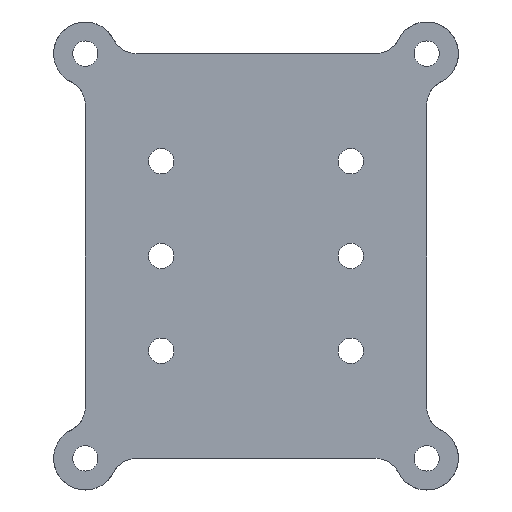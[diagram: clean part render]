
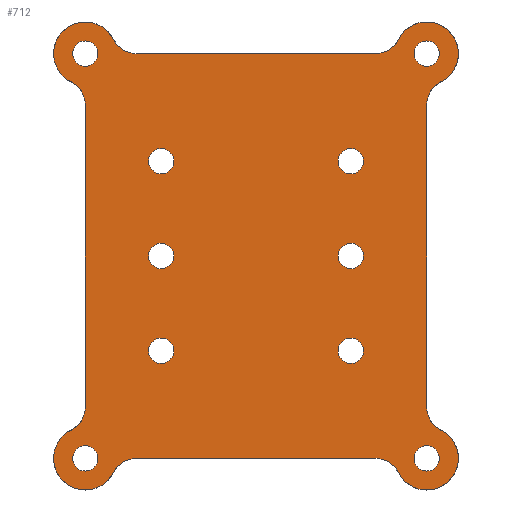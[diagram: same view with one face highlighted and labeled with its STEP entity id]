
A CAD part, front view. The second image highlights one B-rep face of the part: STEP entity #712.
In plain terms, the highlighted planar face has unit normal (0, -1, 0).
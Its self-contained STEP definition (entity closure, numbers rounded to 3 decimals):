
#25=FACE_BOUND('',#225,.T.);
#26=FACE_BOUND('',#226,.T.);
#27=FACE_BOUND('',#227,.T.);
#28=FACE_BOUND('',#228,.T.);
#29=FACE_BOUND('',#229,.T.);
#30=FACE_BOUND('',#230,.T.);
#31=FACE_BOUND('',#231,.T.);
#32=FACE_BOUND('',#232,.T.);
#33=FACE_BOUND('',#233,.T.);
#34=FACE_BOUND('',#234,.T.);
#44=PLANE('',#818);
#60=LINE('',#1236,#98);
#64=LINE('',#1247,#102);
#68=LINE('',#1256,#106);
#72=LINE('',#1269,#110);
#98=VECTOR('',#914,10.);
#102=VECTOR('',#928,10.);
#106=VECTOR('',#938,10.);
#110=VECTOR('',#956,10.);
#178=FACE_OUTER_BOUND('',#224,.T.);
#224=EDGE_LOOP('',(#645,#646,#647,#648,#649,#650,#651,#652,#653,#654,#655,
#656,#657,#658,#659,#660,#661,#662));
#225=EDGE_LOOP('',(#663));
#226=EDGE_LOOP('',(#664));
#227=EDGE_LOOP('',(#665));
#228=EDGE_LOOP('',(#666));
#229=EDGE_LOOP('',(#667));
#230=EDGE_LOOP('',(#668));
#231=EDGE_LOOP('',(#669));
#232=EDGE_LOOP('',(#670));
#233=EDGE_LOOP('',(#671));
#234=EDGE_LOOP('',(#672));
#248=CIRCLE('',#734,2.5);
#249=CIRCLE('',#735,2.5);
#255=CIRCLE('',#743,2.5);
#256=CIRCLE('',#744,2.5);
#263=CIRCLE('',#753,2.5);
#270=CIRCLE('',#762,2.5);
#271=CIRCLE('',#764,2.);
#272=CIRCLE('',#767,2.);
#273=CIRCLE('',#769,2.);
#274=CIRCLE('',#772,2.);
#275=CIRCLE('',#775,2.);
#276=CIRCLE('',#777,2.);
#277=CIRCLE('',#779,2.);
#278=CIRCLE('',#782,2.);
#280=CIRCLE('',#785,1.);
#282=CIRCLE('',#789,1.);
#284=CIRCLE('',#793,1.);
#286=CIRCLE('',#797,1.);
#288=CIRCLE('',#801,1.);
#290=CIRCLE('',#804,1.);
#292=CIRCLE('',#807,1.);
#294=CIRCLE('',#810,1.);
#296=CIRCLE('',#813,1.);
#298=CIRCLE('',#816,1.);
#306=VERTEX_POINT('',#1082);
#307=VERTEX_POINT('',#1084);
#308=VERTEX_POINT('',#1087);
#316=VERTEX_POINT('',#1128);
#317=VERTEX_POINT('',#1130);
#318=VERTEX_POINT('',#1133);
#327=VERTEX_POINT('',#1177);
#328=VERTEX_POINT('',#1179);
#337=VERTEX_POINT('',#1223);
#338=VERTEX_POINT('',#1225);
#339=VERTEX_POINT('',#1229);
#340=VERTEX_POINT('',#1234);
#341=VERTEX_POINT('',#1240);
#342=VERTEX_POINT('',#1245);
#343=VERTEX_POINT('',#1249);
#344=VERTEX_POINT('',#1254);
#345=VERTEX_POINT('',#1262);
#346=VERTEX_POINT('',#1267);
#348=VERTEX_POINT('',#1275);
#350=VERTEX_POINT('',#1282);
#352=VERTEX_POINT('',#1289);
#354=VERTEX_POINT('',#1296);
#356=VERTEX_POINT('',#1303);
#358=VERTEX_POINT('',#1309);
#360=VERTEX_POINT('',#1315);
#362=VERTEX_POINT('',#1321);
#364=VERTEX_POINT('',#1327);
#366=VERTEX_POINT('',#1333);
#375=EDGE_CURVE('',#306,#307,#248,.T.);
#378=EDGE_CURVE('',#308,#306,#249,.T.);
#387=EDGE_CURVE('',#316,#317,#255,.T.);
#390=EDGE_CURVE('',#318,#316,#256,.T.);
#401=EDGE_CURVE('',#327,#328,#263,.T.);
#413=EDGE_CURVE('',#337,#338,#270,.T.);
#416=EDGE_CURVE('',#339,#308,#271,.T.);
#419=EDGE_CURVE('',#339,#340,#60,.T.);
#420=EDGE_CURVE('',#317,#340,#272,.T.);
#422=EDGE_CURVE('',#341,#318,#273,.T.);
#425=EDGE_CURVE('',#341,#342,#64,.T.);
#427=EDGE_CURVE('',#343,#337,#274,.T.);
#430=EDGE_CURVE('',#343,#344,#68,.T.);
#431=EDGE_CURVE('',#338,#342,#275,.T.);
#432=EDGE_CURVE('',#328,#344,#276,.T.);
#434=EDGE_CURVE('',#345,#327,#277,.T.);
#437=EDGE_CURVE('',#345,#346,#72,.T.);
#438=EDGE_CURVE('',#307,#346,#278,.T.);
#441=EDGE_CURVE('',#348,#348,#280,.T.);
#444=EDGE_CURVE('',#350,#350,#282,.T.);
#447=EDGE_CURVE('',#352,#352,#284,.T.);
#450=EDGE_CURVE('',#354,#354,#286,.T.);
#453=EDGE_CURVE('',#356,#356,#288,.T.);
#456=EDGE_CURVE('',#358,#358,#290,.T.);
#459=EDGE_CURVE('',#360,#360,#292,.T.);
#462=EDGE_CURVE('',#362,#362,#294,.T.);
#465=EDGE_CURVE('',#364,#364,#296,.T.);
#468=EDGE_CURVE('',#366,#366,#298,.T.);
#645=ORIENTED_EDGE('',*,*,#419,.T.);
#646=ORIENTED_EDGE('',*,*,#420,.F.);
#647=ORIENTED_EDGE('',*,*,#387,.F.);
#648=ORIENTED_EDGE('',*,*,#390,.F.);
#649=ORIENTED_EDGE('',*,*,#422,.F.);
#650=ORIENTED_EDGE('',*,*,#425,.T.);
#651=ORIENTED_EDGE('',*,*,#431,.F.);
#652=ORIENTED_EDGE('',*,*,#413,.F.);
#653=ORIENTED_EDGE('',*,*,#427,.F.);
#654=ORIENTED_EDGE('',*,*,#430,.T.);
#655=ORIENTED_EDGE('',*,*,#432,.F.);
#656=ORIENTED_EDGE('',*,*,#401,.F.);
#657=ORIENTED_EDGE('',*,*,#434,.F.);
#658=ORIENTED_EDGE('',*,*,#437,.T.);
#659=ORIENTED_EDGE('',*,*,#438,.F.);
#660=ORIENTED_EDGE('',*,*,#375,.F.);
#661=ORIENTED_EDGE('',*,*,#378,.F.);
#662=ORIENTED_EDGE('',*,*,#416,.F.);
#663=ORIENTED_EDGE('',*,*,#441,.F.);
#664=ORIENTED_EDGE('',*,*,#444,.F.);
#665=ORIENTED_EDGE('',*,*,#447,.F.);
#666=ORIENTED_EDGE('',*,*,#450,.F.);
#667=ORIENTED_EDGE('',*,*,#468,.F.);
#668=ORIENTED_EDGE('',*,*,#465,.F.);
#669=ORIENTED_EDGE('',*,*,#462,.F.);
#670=ORIENTED_EDGE('',*,*,#459,.F.);
#671=ORIENTED_EDGE('',*,*,#456,.F.);
#672=ORIENTED_EDGE('',*,*,#453,.F.);
#712=ADVANCED_FACE('',(#178,#25,#26,#27,#28,#29,#30,#31,#32,#33,#34),#44,
 .F.);
#734=AXIS2_PLACEMENT_3D('',#1085,#836,#837);
#735=AXIS2_PLACEMENT_3D('',#1089,#840,#841);
#743=AXIS2_PLACEMENT_3D('',#1131,#857,#858);
#744=AXIS2_PLACEMENT_3D('',#1135,#861,#862);
#753=AXIS2_PLACEMENT_3D('',#1180,#881,#882);
#762=AXIS2_PLACEMENT_3D('',#1226,#902,#903);
#764=AXIS2_PLACEMENT_3D('',#1231,#908,#909);
#767=AXIS2_PLACEMENT_3D('',#1238,#917,#918);
#769=AXIS2_PLACEMENT_3D('',#1242,#922,#923);
#772=AXIS2_PLACEMENT_3D('',#1251,#932,#933);
#775=AXIS2_PLACEMENT_3D('',#1258,#941,#942);
#777=AXIS2_PLACEMENT_3D('',#1260,#945,#946);
#779=AXIS2_PLACEMENT_3D('',#1264,#950,#951);
#782=AXIS2_PLACEMENT_3D('',#1271,#959,#960);
#785=AXIS2_PLACEMENT_3D('',#1277,#966,#967);
#789=AXIS2_PLACEMENT_3D('',#1284,#975,#976);
#793=AXIS2_PLACEMENT_3D('',#1291,#984,#985);
#797=AXIS2_PLACEMENT_3D('',#1298,#993,#994);
#801=AXIS2_PLACEMENT_3D('',#1305,#1002,#1003);
#804=AXIS2_PLACEMENT_3D('',#1311,#1009,#1010);
#807=AXIS2_PLACEMENT_3D('',#1317,#1016,#1017);
#810=AXIS2_PLACEMENT_3D('',#1323,#1023,#1024);
#813=AXIS2_PLACEMENT_3D('',#1329,#1030,#1031);
#816=AXIS2_PLACEMENT_3D('',#1335,#1037,#1038);
#818=AXIS2_PLACEMENT_3D('',#1337,#1041,#1042);
#836=DIRECTION('center_axis',(0.,1.,0.));
#837=DIRECTION('ref_axis',(1.,0.,0.));
#840=DIRECTION('center_axis',(0.,1.,0.));
#841=DIRECTION('ref_axis',(1.,0.,0.));
#857=DIRECTION('center_axis',(0.,1.,0.));
#858=DIRECTION('ref_axis',(1.,0.,0.));
#861=DIRECTION('center_axis',(0.,1.,0.));
#862=DIRECTION('ref_axis',(1.,0.,0.));
#881=DIRECTION('center_axis',(0.,1.,0.));
#882=DIRECTION('ref_axis',(1.,0.,0.));
#902=DIRECTION('center_axis',(0.,1.,0.));
#903=DIRECTION('ref_axis',(1.,0.,0.));
#908=DIRECTION('center_axis',(0.,-1.,0.));
#909=DIRECTION('ref_axis',(0.85,0.,0.527));
#914=DIRECTION('',(0.,0.,-1.));
#917=DIRECTION('center_axis',(0.,-1.,0.));
#918=DIRECTION('ref_axis',(0.85,0.,-0.527));
#922=DIRECTION('center_axis',(0.,-1.,0.));
#923=DIRECTION('ref_axis',(-0.527,0.,0.85));
#928=DIRECTION('',(1.,0.,0.));
#932=DIRECTION('center_axis',(0.,-1.,0.));
#933=DIRECTION('ref_axis',(-0.85,0.,-0.527));
#938=DIRECTION('',(0.,0.,1.));
#941=DIRECTION('center_axis',(0.,-1.,0.));
#942=DIRECTION('ref_axis',(0.527,0.,0.85));
#945=DIRECTION('center_axis',(0.,-1.,0.));
#946=DIRECTION('ref_axis',(-0.85,0.,0.527));
#950=DIRECTION('center_axis',(0.,-1.,0.));
#951=DIRECTION('ref_axis',(0.527,0.,-0.85));
#956=DIRECTION('',(-1.,0.,0.));
#959=DIRECTION('center_axis',(0.,-1.,0.));
#960=DIRECTION('ref_axis',(-0.527,0.,-0.85));
#966=DIRECTION('center_axis',(0.,-1.,0.));
#967=DIRECTION('ref_axis',(1.,0.,0.));
#975=DIRECTION('center_axis',(0.,-1.,0.));
#976=DIRECTION('ref_axis',(1.,0.,0.));
#984=DIRECTION('center_axis',(0.,-1.,0.));
#985=DIRECTION('ref_axis',(1.,0.,0.));
#993=DIRECTION('center_axis',(0.,-1.,0.));
#994=DIRECTION('ref_axis',(1.,0.,0.));
#1002=DIRECTION('center_axis',(0.,-1.,0.));
#1003=DIRECTION('ref_axis',(1.,0.,0.));
#1009=DIRECTION('center_axis',(0.,-1.,0.));
#1010=DIRECTION('ref_axis',(1.,0.,0.));
#1016=DIRECTION('center_axis',(0.,-1.,0.));
#1017=DIRECTION('ref_axis',(1.,0.,0.));
#1023=DIRECTION('center_axis',(0.,-1.,0.));
#1024=DIRECTION('ref_axis',(1.,0.,0.));
#1030=DIRECTION('center_axis',(0.,-1.,0.));
#1031=DIRECTION('ref_axis',(1.,0.,0.));
#1037=DIRECTION('center_axis',(0.,-1.,0.));
#1038=DIRECTION('ref_axis',(1.,0.,0.));
#1041=DIRECTION('center_axis',(0.,1.,0.));
#1042=DIRECTION('ref_axis',(1.,0.,0.));
#1082=CARTESIAN_POINT('',(-2.5,0.,0.));
#1084=CARTESIAN_POINT('',(2.24,0.,1.111));
#1085=CARTESIAN_POINT('Origin',(0.,0.,0.));
#1087=CARTESIAN_POINT('',(-1.111,0.,-2.24));
#1089=CARTESIAN_POINT('Origin',(0.,0.,0.));
#1128=CARTESIAN_POINT('',(-2.5,0.,-32.));
#1130=CARTESIAN_POINT('',(-1.111,0.,-29.76));
#1131=CARTESIAN_POINT('Origin',(0.,0.,-32.));
#1133=CARTESIAN_POINT('',(2.24,0.,-33.111));
#1135=CARTESIAN_POINT('Origin',(0.,0.,-32.));
#1177=CARTESIAN_POINT('',(24.76,0.,1.111));
#1179=CARTESIAN_POINT('',(28.111,0.,-2.24));
#1180=CARTESIAN_POINT('Origin',(27.,0.,0.));
#1223=CARTESIAN_POINT('',(28.111,0.,-29.76));
#1225=CARTESIAN_POINT('',(24.76,0.,-33.111));
#1226=CARTESIAN_POINT('Origin',(27.,0.,-32.));
#1229=CARTESIAN_POINT('',(0.,0.,-4.031));
#1231=CARTESIAN_POINT('Origin',(-2.,0.,-4.031));
#1234=CARTESIAN_POINT('',(0.,0.,-27.969));
#1236=CARTESIAN_POINT('',(0.,0.,-2.5));
#1238=CARTESIAN_POINT('Origin',(-2.,0.,-27.969));
#1240=CARTESIAN_POINT('',(4.031,0.,-32.));
#1242=CARTESIAN_POINT('Origin',(4.031,0.,-34.));
#1245=CARTESIAN_POINT('',(22.969,0.,-32.));
#1247=CARTESIAN_POINT('',(2.5,0.,-32.));
#1249=CARTESIAN_POINT('',(27.,0.,-27.969));
#1251=CARTESIAN_POINT('Origin',(29.,0.,-27.969));
#1254=CARTESIAN_POINT('',(27.,0.,-4.031));
#1256=CARTESIAN_POINT('',(27.,0.,-29.5));
#1258=CARTESIAN_POINT('Origin',(22.969,0.,-34.));
#1260=CARTESIAN_POINT('Origin',(29.,0.,-4.031));
#1262=CARTESIAN_POINT('',(22.969,0.,0.));
#1264=CARTESIAN_POINT('Origin',(22.969,0.,2.));
#1267=CARTESIAN_POINT('',(4.031,0.,0.));
#1269=CARTESIAN_POINT('',(24.5,0.,0.));
#1271=CARTESIAN_POINT('Origin',(4.031,0.,2.));
#1275=CARTESIAN_POINT('',(-1.,0.,-32.));
#1277=CARTESIAN_POINT('Origin',(0.,0.,-32.));
#1282=CARTESIAN_POINT('',(-1.,0.,0.));
#1284=CARTESIAN_POINT('Origin',(0.,0.,0.));
#1289=CARTESIAN_POINT('',(26.,0.,-32.));
#1291=CARTESIAN_POINT('Origin',(27.,0.,-32.));
#1296=CARTESIAN_POINT('',(26.,0.,0.));
#1298=CARTESIAN_POINT('Origin',(27.,0.,0.));
#1303=CARTESIAN_POINT('',(20.,0.,-16.));
#1305=CARTESIAN_POINT('Origin',(21.,0.,-16.));
#1309=CARTESIAN_POINT('',(20.,0.,-8.5));
#1311=CARTESIAN_POINT('Origin',(21.,0.,-8.5));
#1315=CARTESIAN_POINT('',(5.,0.,-16.));
#1317=CARTESIAN_POINT('Origin',(6.,0.,-16.));
#1321=CARTESIAN_POINT('',(20.,0.,-23.5));
#1323=CARTESIAN_POINT('Origin',(21.,0.,-23.5));
#1327=CARTESIAN_POINT('',(5.,0.,-23.5));
#1329=CARTESIAN_POINT('Origin',(6.,0.,-23.5));
#1333=CARTESIAN_POINT('',(5.,0.,-8.5));
#1335=CARTESIAN_POINT('Origin',(6.,0.,-8.5));
#1337=CARTESIAN_POINT('Origin',(13.5,0.,-16.));
